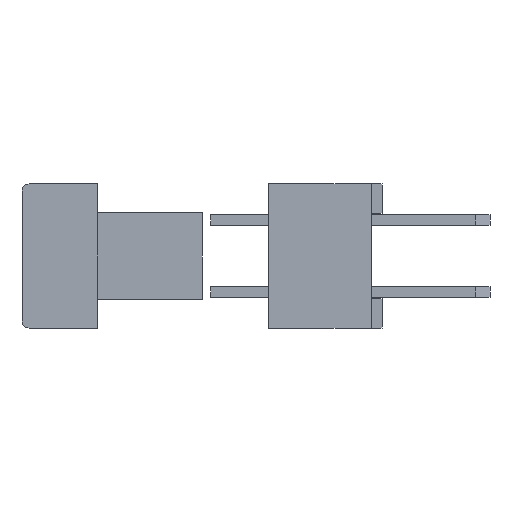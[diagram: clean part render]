
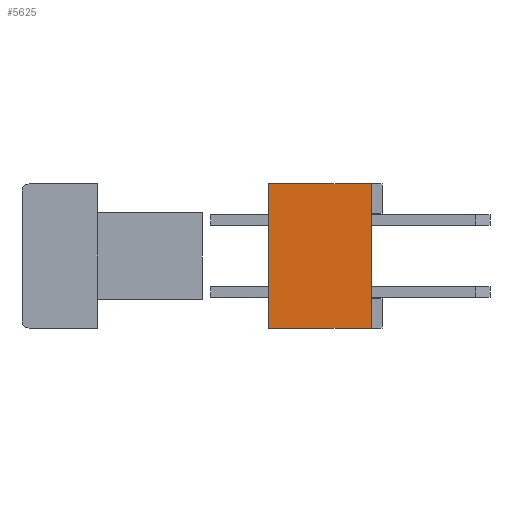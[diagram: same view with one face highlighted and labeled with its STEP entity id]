
A CAD part, left-side view. The second image highlights one B-rep face of the part: STEP entity #5625.
In plain terms, the highlighted planar face has unit normal (-1, 0, 0).
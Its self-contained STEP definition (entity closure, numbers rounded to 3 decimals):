
#4579=EDGE_CURVE('',#11779,#6299,#13334,.T.);
#4975=EDGE_CURVE('',#11779,#6975,#13759,.T.);
#5351=EDGE_CURVE('',#12543,#6299,#14162,.T.);
#5625=ADVANCED_FACE('',(#14457),#14458,.F.);
#6299=VERTEX_POINT('',#15185);
#6975=VERTEX_POINT('',#15914);
#11239=EDGE_CURVE('',#6975,#12543,#20623,.T.);
#11779=VERTEX_POINT('',#21205);
#12543=VERTEX_POINT('',#22056);
#13334=LINE('',#22985,#22986);
#13759=LINE('',#23585,#23586);
#14162=LINE('',#24158,#24159);
#14457=FACE_OUTER_BOUND('',#24578,.T.);
#14458=PLANE('',#24579);
#15185=CARTESIAN_POINT('',(-10.1,3.15,-2.0));
#15914=CARTESIAN_POINT('',(-10.1,0.3,2.0));
#20623=LINE('',#33335,#33336);
#21205=CARTESIAN_POINT('',(-10.1,3.15,2.0));
#22056=CARTESIAN_POINT('',(-10.1,0.3,-2.0));
#22985=CARTESIAN_POINT('',(-10.1,3.15,0.0));
#22986=VECTOR('',#36441,1.0);
#23585=CARTESIAN_POINT('',(-10.1,1.725,2.0));
#23586=VECTOR('',#36802,1.0);
#24158=CARTESIAN_POINT('',(-10.1,1.725,-2.0));
#24159=VECTOR('',#37155,1.0);
#24578=EDGE_LOOP('',(#37463,#37464,#37465,#37466));
#24579=AXIS2_PLACEMENT_3D('',#37467,#37468,#37469);
#33335=CARTESIAN_POINT('',(-10.1,0.3,0.0));
#33336=VECTOR('',#44169,1.0);
#36441=DIRECTION('',(0.0,0.0,-1.0));
#36802=DIRECTION('',(0.0,-1.0,0.0));
#37155=DIRECTION('',(0.0,1.0,0.0));
#37463=ORIENTED_EDGE('',*,*,#4579,.T.);
#37464=ORIENTED_EDGE('',*,*,#5351,.F.);
#37465=ORIENTED_EDGE('',*,*,#11239,.F.);
#37466=ORIENTED_EDGE('',*,*,#4975,.F.);
#37467=CARTESIAN_POINT('',(-10.1,1.725,0.0));
#37468=DIRECTION('',(1.0,0.0,0.0));
#37469=DIRECTION('',(0.0,0.0,-1.0));
#44169=DIRECTION('',(0.0,0.0,-1.0));
